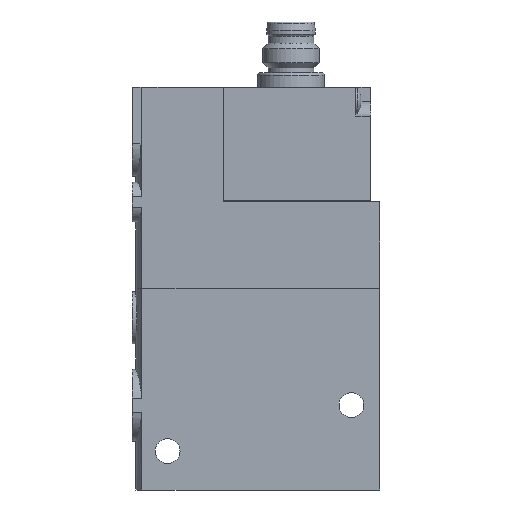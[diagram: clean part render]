
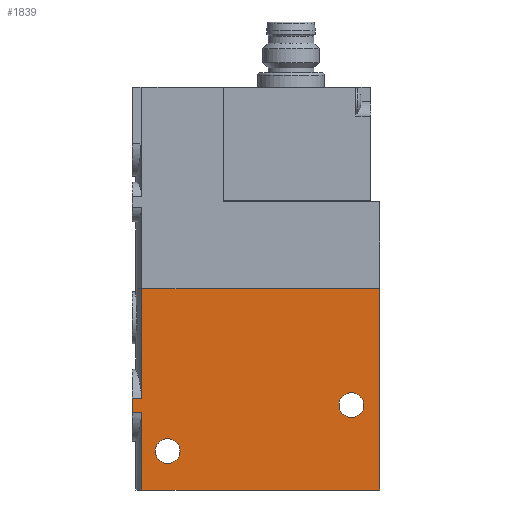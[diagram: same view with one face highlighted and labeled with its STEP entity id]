
A CAD part, left-side view. The second image highlights one B-rep face of the part: STEP entity #1839.
In plain terms, the highlighted face is planar.
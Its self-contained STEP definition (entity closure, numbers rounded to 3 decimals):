
#64=PLANE('',#2005);
#150=CIRCLE('',#1997,1.75);
#155=CIRCLE('',#2006,1.75);
#298=ORIENTED_EDGE('',*,*,#768,.T.);
#299=ORIENTED_EDGE('',*,*,#791,.T.);
#300=ORIENTED_EDGE('',*,*,#782,.F.);
#301=ORIENTED_EDGE('',*,*,#758,.T.);
#302=ORIENTED_EDGE('',*,*,#770,.T.);
#303=ORIENTED_EDGE('',*,*,#760,.T.);
#304=ORIENTED_EDGE('',*,*,#787,.F.);
#305=ORIENTED_EDGE('',*,*,#792,.F.);
#306=ORIENTED_EDGE('',*,*,#793,.F.);
#307=ORIENTED_EDGE('',*,*,#779,.F.);
#758=EDGE_CURVE('',#1014,#1013,#1193,.F.);
#760=EDGE_CURVE('',#1015,#1016,#1194,.T.);
#768=EDGE_CURVE('',#1024,#1023,#1198,.T.);
#770=EDGE_CURVE('',#1013,#1015,#1200,.T.);
#779=EDGE_CURVE('',#1031,#1031,#150,.F.);
#782=EDGE_CURVE('',#1014,#1033,#1206,.T.);
#787=EDGE_CURVE('',#1036,#1016,#1209,.T.);
#791=EDGE_CURVE('',#1023,#1033,#1212,.T.);
#792=EDGE_CURVE('',#1024,#1036,#1213,.T.);
#793=EDGE_CURVE('',#1038,#1038,#155,.F.);
#1013=VERTEX_POINT('',#2798);
#1014=VERTEX_POINT('',#2800);
#1015=VERTEX_POINT('',#2810);
#1016=VERTEX_POINT('',#2811);
#1023=VERTEX_POINT('',#2832);
#1024=VERTEX_POINT('',#2834);
#1031=VERTEX_POINT('',#2866);
#1033=VERTEX_POINT('',#2872);
#1036=VERTEX_POINT('',#2880);
#1038=VERTEX_POINT('',#2891);
#1193=LINE('',#2799,#1304);
#1194=LINE('',#2809,#1305);
#1198=LINE('',#2833,#1309);
#1200=LINE('',#2837,#1311);
#1206=LINE('',#2871,#1317);
#1209=LINE('',#2881,#1320);
#1212=LINE('',#2888,#1323);
#1213=LINE('',#2889,#1324);
#1304=VECTOR('',#2222,1000.);
#1305=VECTOR('',#2225,1000.);
#1309=VECTOR('',#2237,1000.);
#1311=VECTOR('',#2241,1000.);
#1317=VECTOR('',#2265,1000.);
#1320=VECTOR('',#2274,1000.);
#1323=VECTOR('',#2283,1000.);
#1324=VECTOR('',#2284,1000.);
#1431=EDGE_LOOP('',(#298,#299,#300,#301,#302,#303,#304,#305));
#1432=EDGE_LOOP('',(#306));
#1433=EDGE_LOOP('',(#307));
#1611=FACE_BOUND('',#1431,.T.);
#1612=FACE_BOUND('',#1432,.T.);
#1613=FACE_BOUND('',#1433,.T.);
#1839=ADVANCED_FACE('',(#1611,#1612,#1613),#64,.F.);
#1997=AXIS2_PLACEMENT_3D('',#2865,#2258,#2259);
#2005=AXIS2_PLACEMENT_3D('',#2887,#2281,#2282);
#2006=AXIS2_PLACEMENT_3D('',#2890,#2285,#2286);
#2222=DIRECTION('',(0.,-1.,0.));
#2225=DIRECTION('',(0.,-1.,0.));
#2237=DIRECTION('',(-1.,0.,0.));
#2241=DIRECTION('',(1.,0.,0.));
#2258=DIRECTION('',(0.,0.,1.));
#2259=DIRECTION('',(1.,0.,0.));
#2265=DIRECTION('',(-1.,0.,0.));
#2274=DIRECTION('',(-1.,0.,0.));
#2281=DIRECTION('',(0.,0.,1.));
#2282=DIRECTION('',(1.,0.,0.));
#2283=DIRECTION('',(0.,1.,0.));
#2284=DIRECTION('',(0.,1.,0.));
#2285=DIRECTION('',(0.,0.,1.));
#2286=DIRECTION('',(1.,0.,0.));
#2798=CARTESIAN_POINT('',(15.495,35.,-5.));
#2799=CARTESIAN_POINT('',(15.495,0.,-5.));
#2800=CARTESIAN_POINT('',(15.495,33.642,-5.));
#2809=CARTESIAN_POINT('',(17.505,0.,-5.));
#2810=CARTESIAN_POINT('',(17.505,35.,-5.));
#2811=CARTESIAN_POINT('',(17.505,33.642,-5.));
#2832=CARTESIAN_POINT('',(0.,0.,-5.));
#2833=CARTESIAN_POINT('',(28.5,0.,-5.));
#2834=CARTESIAN_POINT('',(28.5,0.,-5.));
#2837=CARTESIAN_POINT('',(16.5,35.,-5.));
#2865=CARTESIAN_POINT('',(16.5,4.,-5.));
#2866=CARTESIAN_POINT('',(18.25,4.,-5.));
#2871=CARTESIAN_POINT('',(28.5,33.642,-5.));
#2872=CARTESIAN_POINT('',(0.,33.642,-5.));
#2880=CARTESIAN_POINT('',(28.5,33.642,-5.));
#2881=CARTESIAN_POINT('',(28.5,33.642,-5.));
#2887=CARTESIAN_POINT('',(28.5,0.,-5.));
#2888=CARTESIAN_POINT('',(0.,0.,-5.));
#2889=CARTESIAN_POINT('',(28.5,0.,-5.));
#2890=CARTESIAN_POINT('',(23.,30.,-5.));
#2891=CARTESIAN_POINT('',(24.75,30.,-5.));
